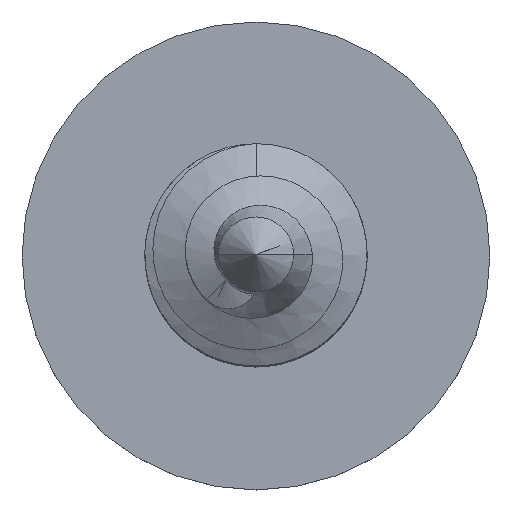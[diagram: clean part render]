
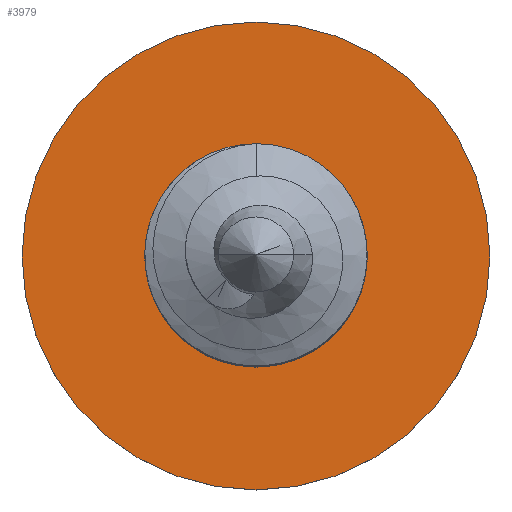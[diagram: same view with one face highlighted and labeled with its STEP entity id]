
A CAD part, top view. The second image highlights one B-rep face of the part: STEP entity #3979.
In plain terms, the highlighted planar face has unit normal (0, 0, 1).
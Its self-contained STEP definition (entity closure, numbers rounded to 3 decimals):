
#3160 = CARTESIAN_POINT ( 'NONE',  ( 2.413, 0., -15.538 ) ) ;
#3189 = CIRCLE ( 'NONE', #3211, 5.08 ) ;
#3207 = AXIS2_PLACEMENT_3D ( 'NONE', #3255, #3260, #3247 ) ;
#3208 = DIRECTION ( 'NONE',  ( -1., 0., 0. ) ) ;
#3209 = DIRECTION ( 'NONE',  ( 0., 0., -1. ) ) ;
#3210 = CARTESIAN_POINT ( 'NONE',  ( 0., 0., -15.538 ) ) ;
#3211 = AXIS2_PLACEMENT_3D ( 'NONE', #3210, #3209, #3208 ) ;
#3239 = DIRECTION ( 'NONE',  ( -1., 0., 0. ) ) ;
#3240 = DIRECTION ( 'NONE',  ( 0., 0., -1. ) ) ;
#3241 = CARTESIAN_POINT ( 'NONE',  ( 0., 0., -15.538 ) ) ;
#3242 = AXIS2_PLACEMENT_3D ( 'NONE', #3241, #3240, #3239 ) ;
#3247 = DIRECTION ( 'NONE',  ( 1., 0., 0. ) ) ;
#3255 = CARTESIAN_POINT ( 'NONE',  ( 0., 0., -15.538 ) ) ;
#3259 = PLANE ( 'NONE',  #3242 ) ;
#3260 = DIRECTION ( 'NONE',  ( 0., 0., 1. ) ) ;
#3267 = FACE_OUTER_BOUND ( 'NONE', #4409, .T. ) ;
#3268 = CIRCLE ( 'NONE', #3207, 2.413 ) ;
#3271 = FACE_BOUND ( 'NONE', #3975, .T. ) ;
#3361 = VERTEX_POINT ( 'NONE', #3160 ) ;
#3502 = DIRECTION ( 'NONE',  ( 1., 0., 0. ) ) ;
#3503 = DIRECTION ( 'NONE',  ( 0., 0., 1. ) ) ;
#3504 = CARTESIAN_POINT ( 'NONE',  ( 0., 0., -15.538 ) ) ;
#3505 = AXIS2_PLACEMENT_3D ( 'NONE', #3504, #3503, #3502 ) ;
#3509 = CIRCLE ( 'NONE', #3505, 2.413 ) ;
#3562 = CARTESIAN_POINT ( 'NONE',  ( -2.413, 0., -15.538 ) ) ;
#3628 = CARTESIAN_POINT ( 'NONE',  ( -2.343, 0.576, -15.538 ) ) ;
#3637 = CARTESIAN_POINT ( 'NONE',  ( 0., 0., -15.538 ) ) ;
#3642 = CARTESIAN_POINT ( 'NONE',  ( 0., 0., -15.538 ) ) ;
#3643 = CARTESIAN_POINT ( 'NONE',  ( -5.08, 0., -15.538 ) ) ;
#3646 = DIRECTION ( 'NONE',  ( 0., 0., -1. ) ) ;
#3651 = AXIS2_PLACEMENT_3D ( 'NONE', #3642, #3646, #3662 ) ;
#3653 = CIRCLE ( 'NONE', #3687, 2.413 ) ;
#3654 = CIRCLE ( 'NONE', #3651, 5.08 ) ;
#3655 = CARTESIAN_POINT ( 'NONE',  ( 5.08, 0., -15.538 ) ) ;
#3662 = DIRECTION ( 'NONE',  ( -1., 0., 0. ) ) ;
#3685 = DIRECTION ( 'NONE',  ( 1., 0., 0. ) ) ;
#3686 = DIRECTION ( 'NONE',  ( 0., 0., 1. ) ) ;
#3687 = AXIS2_PLACEMENT_3D ( 'NONE', #3637, #3686, #3685 ) ;
#3968 = EDGE_CURVE ( 'NONE', #4421, #4410, #3189, .T. ) ;
#3974 = ORIENTED_EDGE ( 'NONE', *, *, #3968, .F. ) ;
#3975 = EDGE_LOOP ( 'NONE', ( #3981, #4370, #4392 ) ) ;
#3978 = EDGE_CURVE ( 'NONE', #4401, #4358, #3268, .T. ) ;
#3979 = ADVANCED_FACE ( 'NONE', ( #3267, #3271 ), #3259, .F. ) ;
#3981 = ORIENTED_EDGE ( 'NONE', *, *, #3978, .F. ) ;
#4334 = EDGE_CURVE ( 'NONE', #4358, #3361, #3509, .T. ) ;
#4358 = VERTEX_POINT ( 'NONE', #3562 ) ;
#4360 = ORIENTED_EDGE ( 'NONE', *, *, #4416, .F. ) ;
#4370 = ORIENTED_EDGE ( 'NONE', *, *, #4417, .F. ) ;
#4392 = ORIENTED_EDGE ( 'NONE', *, *, #4334, .F. ) ;
#4401 = VERTEX_POINT ( 'NONE', #3628 ) ;
#4409 = EDGE_LOOP ( 'NONE', ( #4360, #3974 ) ) ;
#4410 = VERTEX_POINT ( 'NONE', #3655 ) ;
#4416 = EDGE_CURVE ( 'NONE', #4410, #4421, #3654, .T. ) ;
#4417 = EDGE_CURVE ( 'NONE', #3361, #4401, #3653, .T. ) ;
#4421 = VERTEX_POINT ( 'NONE', #3643 ) ;
